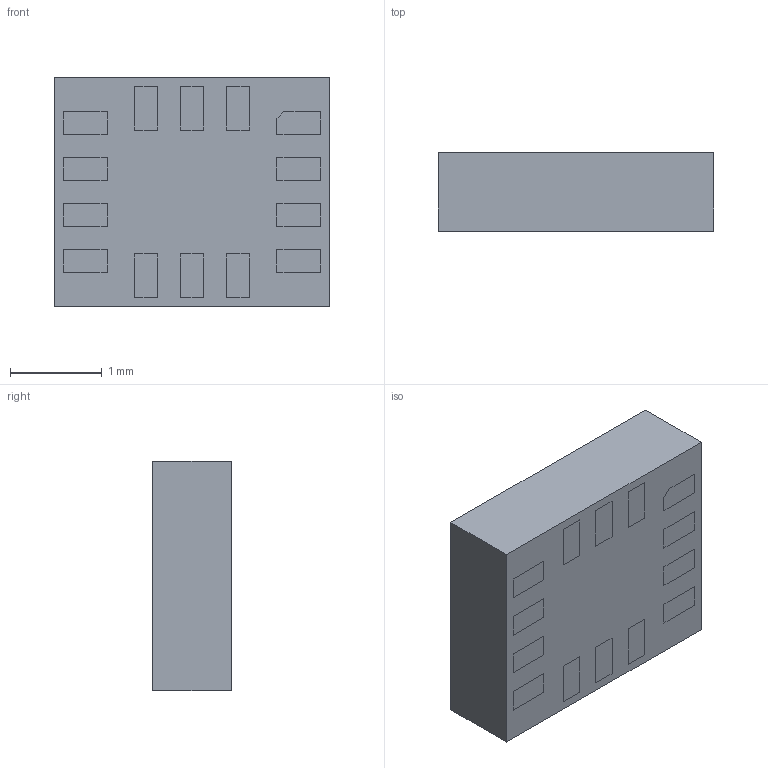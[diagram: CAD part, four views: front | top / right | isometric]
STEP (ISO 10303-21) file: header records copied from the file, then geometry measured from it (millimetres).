
FILE_DESCRIPTION (( 'STEP AP214' ), '1' );
FILE_NAME ('VFLGA2.5X3X.86 14L P.5 L.475X.25.STEP', '2023-02-04T05:54:35', ( '' ), ( '' ), 'SwSTEP 2.0', 'SolidWorks 2022', '' );
FILE_SCHEMA (( 'AUTOMOTIVE_DESIGN' ));
Length unit declared in the file: millimetre
Products named in the file (1): VFLGA2.5X3X.86 14L P.5 L.475X.25
Bounding box: 3 x 0.86 x 2.5 mm (x, y, z)
Volume: 6.5 mm3; surface area: 32 mm2
Topology: 16 solids, 16 shells, 169 faces, 366 edges, 244 vertices
Faces by surface type: plane 165, cylinder 4
Entity records: 6503 total; most frequent: CARTESIAN_POINT 780, ORIENTED_EDGE 732, DIRECTION 714, EDGE_CURVE 366, VECTOR 358, LINE 358, VERTEX_POINT 244, EDGE_LOOP 184
